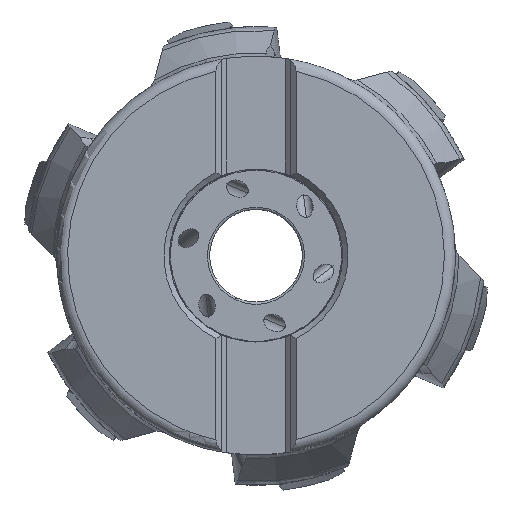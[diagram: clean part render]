
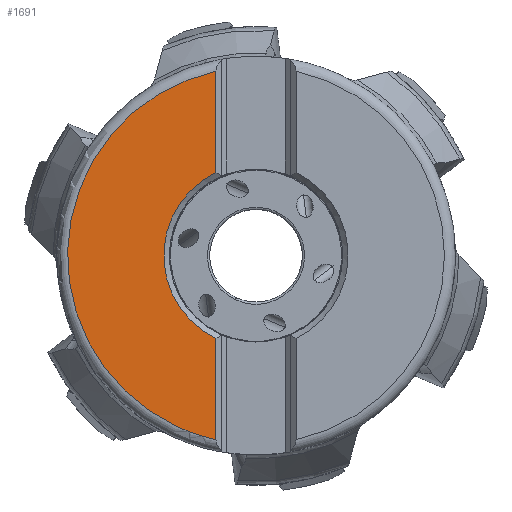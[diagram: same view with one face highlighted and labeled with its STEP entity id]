
A CAD part, top view. The second image highlights one B-rep face of the part: STEP entity #1691.
In plain terms, the highlighted planar face has unit normal (0, 0, 1).
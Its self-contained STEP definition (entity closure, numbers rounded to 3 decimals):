
#153=PLANE('',#12853);
#764=LINE('',#20017,#1169);
#765=LINE('',#20019,#1170);
#1169=VECTOR('',#14493,1.);
#1170=VECTOR('',#14494,1.);
#1691=ADVANCED_FACE('',(#2536),#153,.T.);
#2536=FACE_OUTER_BOUND('',#3235,.T.);
#3235=EDGE_LOOP('',(#5103,#5104,#5105,#5106,#5107));
#3941=CIRCLE('',#12849,34.575);
#3942=CIRCLE('',#12850,34.575);
#3943=CIRCLE('',#12852,16.91);
#5103=ORIENTED_EDGE('',*,*,#10027,.F.);
#5104=ORIENTED_EDGE('',*,*,#10026,.F.);
#5105=ORIENTED_EDGE('',*,*,#10025,.F.);
#5106=ORIENTED_EDGE('',*,*,#10028,.F.);
#5107=ORIENTED_EDGE('',*,*,#10029,.F.);
#8646=VERTEX_POINT('',#19997);
#8647=VERTEX_POINT('',#20012);
#8648=VERTEX_POINT('',#20014);
#8649=VERTEX_POINT('',#20018);
#8650=VERTEX_POINT('',#20020);
#10025=EDGE_CURVE('',#8647,#8648,#3941,.T.);
#10026=EDGE_CURVE('',#8648,#8646,#3942,.T.);
#10027=EDGE_CURVE('',#8646,#8649,#764,.T.);
#10028=EDGE_CURVE('',#8650,#8647,#765,.T.);
#10029=EDGE_CURVE('',#8649,#8650,#3943,.T.);
#12849=AXIS2_PLACEMENT_3D('',#20013,#14487,#14488);
#12850=AXIS2_PLACEMENT_3D('',#20015,#14489,#14490);
#12852=AXIS2_PLACEMENT_3D('',#20021,#14495,#14496);
#12853=AXIS2_PLACEMENT_3D('',#20022,#14497,#14498);
#14487=DIRECTION('',(0.,0.,-1.));
#14488=DIRECTION('',(-0.213,-0.977,0.));
#14489=DIRECTION('',(0.,0.,-1.));
#14490=DIRECTION('',(-0.422,-0.906,0.));
#14493=DIRECTION('',(0.,-1.,0.));
#14494=DIRECTION('',(0.,-1.,0.));
#14495=DIRECTION('',(0.,0.,1.));
#14496=DIRECTION('',(-0.435,0.901,0.));
#14497=DIRECTION('',(0.,0.,1.));
#14498=DIRECTION('',(-0.423,-0.906,0.));
#19997=CARTESIAN_POINT('',(-7.35,33.785,0.));
#20012=CARTESIAN_POINT('',(-7.35,-33.785,0.));
#20013=CARTESIAN_POINT('',(0.,0.,0.));
#20014=CARTESIAN_POINT('',(-14.598,-31.342,0.));
#20015=CARTESIAN_POINT('',(0.,0.,0.));
#20017=CARTESIAN_POINT('',(-7.35,33.785,0.));
#20018=CARTESIAN_POINT('',(-7.35,15.229,0.));
#20019=CARTESIAN_POINT('',(-7.35,-15.229,0.));
#20020=CARTESIAN_POINT('',(-7.35,-15.229,0.));
#20021=CARTESIAN_POINT('',(0.,0.,0.));
#20022=CARTESIAN_POINT('',(-13.709,2.496,0.));
